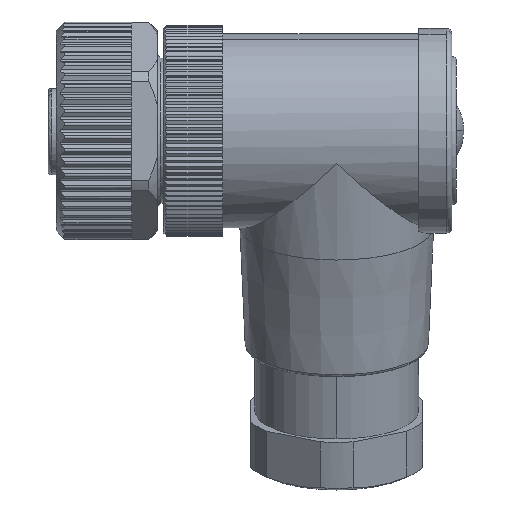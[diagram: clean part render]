
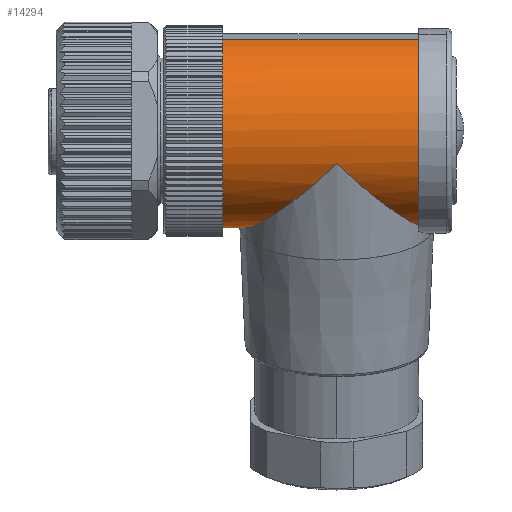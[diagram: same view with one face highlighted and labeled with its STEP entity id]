
A CAD part, front view. The second image highlights one B-rep face of the part: STEP entity #14294.
In plain terms, the highlighted cylindrical face has radius 9 mm (diameter 18 mm), a partial arc.
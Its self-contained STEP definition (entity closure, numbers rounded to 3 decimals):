
#357 =( BOUNDED_CURVE ( )  B_SPLINE_CURVE ( 3, ( #23630, #518, #609, #15306 ),
 .UNSPECIFIED., .F., .T. ) 
 B_SPLINE_CURVE_WITH_KNOTS ( ( 4, 4 ),
 ( 1.571, 3.142 ),
 .UNSPECIFIED. ) 
 CURVE ( )  GEOMETRIC_REPRESENTATION_ITEM ( )  RATIONAL_B_SPLINE_CURVE ( ( 1., 0.805, 0.805, 1. ) ) 
 REPRESENTATION_ITEM ( '' )  );
#518 = CARTESIAN_POINT ( 'NONE',  ( 21.528, -6.654, -8.032 ) ) ;
#609 = CARTESIAN_POINT ( 'NONE',  ( 17.8, -1.876, -10.26 ) ) ;
#1048 = ORIENTED_EDGE ( 'NONE', *, *, #8130, .T. ) ;
#1530 = CARTESIAN_POINT ( 'NONE',  ( 34.4, -1.931, -8.79 ) ) ;
#1727 = ORIENTED_EDGE ( 'NONE', *, *, #15668, .F. ) ;
#2390 = AXIS2_PLACEMENT_3D ( 'NONE', #14858, #4392, #10644 ) ;
#2938 = ORIENTED_EDGE ( 'NONE', *, *, #24283, .F. ) ;
#2981 = VERTEX_POINT ( 'NONE', #14724 ) ;
#3007 = EDGE_CURVE ( 'NONE', #24967, #16338, #12041, .T. ) ;
#4392 = DIRECTION ( 'NONE',  ( 1., 0., 0. ) ) ;
#5880 = EDGE_CURVE ( 'NONE', #23641, #24621, #16214, .T. ) ;
#5961 = LINE ( 'NONE', #6907, #16469 ) ;
#5983 = VECTOR ( 'NONE', #22417, 1000. ) ;
#6907 = CARTESIAN_POINT ( 'NONE',  ( 23.4, -3.078, 8.457 ) ) ;
#8130 = EDGE_CURVE ( 'NONE', #24621, #2981, #22705, .T. ) ;
#8573 = CARTESIAN_POINT ( 'NONE',  ( 32.712, -5.008, -8.114 ) ) ;
#8934 = DIRECTION ( 'NONE',  ( 1., 0., 0. ) ) ;
#9239 = CYLINDRICAL_SURFACE ( 'NONE', #2390, 9. ) ;
#9862 = CARTESIAN_POINT ( 'NONE',  ( 23.4, 3.078, -8.457 ) ) ;
#9904 = FACE_OUTER_BOUND ( 'NONE', #21127, .T. ) ;
#10465 = ORIENTED_EDGE ( 'NONE', *, *, #3007, .F. ) ;
#10644 = DIRECTION ( 'NONE',  ( 0., 0.342, -0.94 ) ) ;
#10733 = DIRECTION ( 'NONE',  ( 1., 0., 0. ) ) ;
#12041 =( BOUNDED_CURVE ( )  B_SPLINE_CURVE ( 3, ( #23141, #8573, #25357, #12782 ),
 .UNSPECIFIED., .F., .F. ) 
 B_SPLINE_CURVE_WITH_KNOTS ( ( 4, 4 ),
 ( 0.565, 1.571 ),
 .UNSPECIFIED. ) 
 CURVE ( )  GEOMETRIC_REPRESENTATION_ITEM ( )  RATIONAL_B_SPLINE_CURVE ( ( 1., 0.918, 0.918, 1. ) ) 
 REPRESENTATION_ITEM ( '' )  );
#12782 = CARTESIAN_POINT ( 'NONE',  ( 26.8, -8.457, -3.078 ) ) ;
#14294 = ADVANCED_FACE ( 'NONE', ( #9904 ), #9239, .T. ) ;
#14724 = CARTESIAN_POINT ( 'NONE',  ( 17.8, 3.078, -8.457 ) ) ;
#14858 = CARTESIAN_POINT ( 'NONE',  ( 23.4, 0., 0. ) ) ;
#15306 = CARTESIAN_POINT ( 'NONE',  ( 17.8, 3.078, -8.457 ) ) ;
#15668 = EDGE_CURVE ( 'NONE', #16338, #2981, #357, .T. ) ;
#15816 = CARTESIAN_POINT ( 'NONE',  ( 26.8, -8.457, -3.078 ) ) ;
#16214 = CIRCLE ( 'NONE', #20882, 9. ) ;
#16338 = VERTEX_POINT ( 'NONE', #15816 ) ;
#16469 = VECTOR ( 'NONE', #21567, 1000. ) ;
#16743 = VERTEX_POINT ( 'NONE', #17437 ) ;
#16799 = CARTESIAN_POINT ( 'NONE',  ( 16.2, -3.078, 8.457 ) ) ;
#17437 = CARTESIAN_POINT ( 'NONE',  ( 34.4, -3.078, 8.457 ) ) ;
#18622 = ORIENTED_EDGE ( 'NONE', *, *, #23839, .F. ) ;
#20375 = CIRCLE ( 'NONE', #26358, 9. ) ;
#20882 = AXIS2_PLACEMENT_3D ( 'NONE', #21487, #8934, #23594 ) ;
#20946 = CARTESIAN_POINT ( 'NONE',  ( 16.2, 3.078, -8.457 ) ) ;
#21127 = EDGE_LOOP ( 'NONE', ( #18622, #24101, #1048, #1727, #10465, #2938 ) ) ;
#21487 = CARTESIAN_POINT ( 'NONE',  ( 16.2, 0., 0. ) ) ;
#21567 = DIRECTION ( 'NONE',  ( 1., 0., 0. ) ) ;
#22417 = DIRECTION ( 'NONE',  ( 1., 0., 0. ) ) ;
#22705 = LINE ( 'NONE', #9862, #5983 ) ;
#23141 = CARTESIAN_POINT ( 'NONE',  ( 34.4, -1.931, -8.79 ) ) ;
#23275 = CARTESIAN_POINT ( 'NONE',  ( 34.4, 0., 0. ) ) ;
#23594 = DIRECTION ( 'NONE',  ( 0., 0., -1. ) ) ;
#23630 = CARTESIAN_POINT ( 'NONE',  ( 26.8, -8.457, -3.078 ) ) ;
#23641 = VERTEX_POINT ( 'NONE', #16799 ) ;
#23839 = EDGE_CURVE ( 'NONE', #23641, #16743, #5961, .T. ) ;
#24101 = ORIENTED_EDGE ( 'NONE', *, *, #5880, .T. ) ;
#24283 = EDGE_CURVE ( 'NONE', #16743, #24967, #20375, .T. ) ;
#24621 = VERTEX_POINT ( 'NONE', #20946 ) ;
#24967 = VERTEX_POINT ( 'NONE', #1530 ) ;
#25357 = CARTESIAN_POINT ( 'NONE',  ( 29.951, -7.38, -6.039 ) ) ;
#25398 = DIRECTION ( 'NONE',  ( 0., 0.342, -0.94 ) ) ;
#26358 = AXIS2_PLACEMENT_3D ( 'NONE', #23275, #10733, #25398 ) ;
